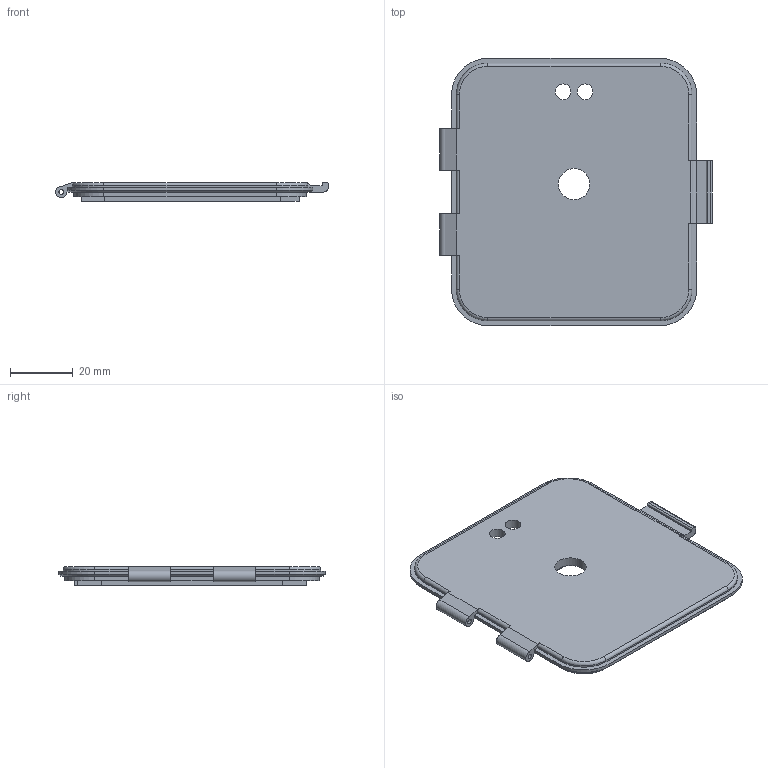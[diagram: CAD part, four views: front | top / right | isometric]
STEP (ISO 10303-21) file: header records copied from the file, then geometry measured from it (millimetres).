
FILE_DESCRIPTION(/* description */ (''),/* implementation_level */ '2;1');
FILE_NAME(/* name */ 'Front_senseBe_rev4_enclosure_V6.step',/* time_stamp */ '2019-11-15T13:50:56+05:00',/* author */ (''),/* organization */ (''),/* preprocessor_version */ 'ST-DEVELOPER v18',/* originating_system */ 'Autodesk Translation Framework v8.9.1.1155',/* authorisation */ '');
FILE_SCHEMA (('AUTOMOTIVE_DESIGN { 1 0 10303 214 3 1 1 }'));
Length unit declared in the file: millimetre
Products named in the file (1): senseBe_rev4_enclosure_V3
Bounding box: 86.8 x 85 x 6 mm (x, y, z)
Volume: 22678.3 mm3; surface area: 17709.3 mm2
Topology: 1 solids, 1 shells, 144 faces, 383 edges, 250 vertices
Faces by surface type: plane 100, cylinder 36, cone 4, torus 4
Full cylindrical faces by diameter (mm): 1.5 x2, 5 x2, 10 x1
Entity records: 4495 total; most frequent: CARTESIAN_POINT 778, ORIENTED_EDGE 766, DIRECTION 753, EDGE_CURVE 383, LINE 303, VECTOR 303, VERTEX_POINT 250, AXIS2_PLACEMENT_3D 225
